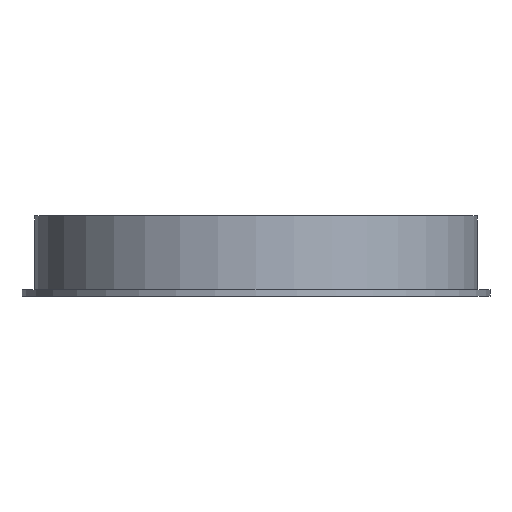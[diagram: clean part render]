
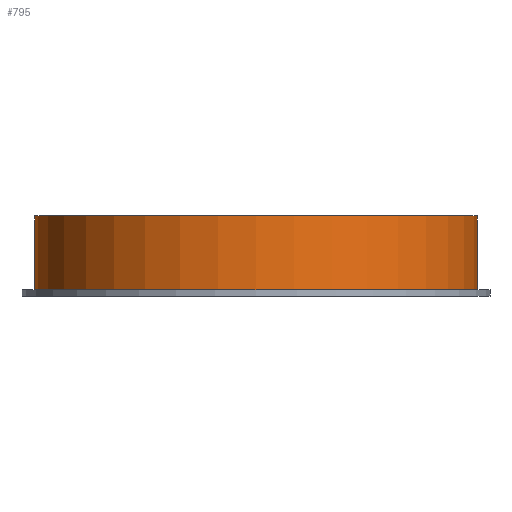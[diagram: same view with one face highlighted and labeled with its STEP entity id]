
A CAD part, front view. The second image highlights one B-rep face of the part: STEP entity #795.
In plain terms, the highlighted cylindrical face has radius 108.3 mm (diameter 216.6 mm), a full revolution.
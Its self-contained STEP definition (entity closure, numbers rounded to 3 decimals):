
#795=ADVANCED_FACE('',(#3281,#3283),#3285,.T.);
#3281=FACE_OUTER_BOUND('',#3282,.T.);
#3282=EDGE_LOOP('',(#8702));
#3283=FACE_OUTER_BOUND('',#3284,.T.);
#3284=EDGE_LOOP('',(#8703));
#3285=CYLINDRICAL_SURFACE('',#3286,108.3);
#3286=AXIS2_PLACEMENT_3D('',#3287,#3288,#3289);
#3287=CARTESIAN_POINT('',(0.,0.,0.));
#3288=DIRECTION('',(0.,0.,1.));
#3289=DIRECTION('',(-1.,0.,0.));
#8702=ORIENTED_EDGE('',*,*,#12225,.F.);
#8703=ORIENTED_EDGE('',*,*,#12226,.F.);
#12225=EDGE_CURVE('',#15107,#15107,#15108,.T.);
#12226=EDGE_CURVE('',#15109,#15109,#15110,.T.);
#15107=VERTEX_POINT('',#21242);
#15108=CIRCLE('',#21243,108.3);
#15109=VERTEX_POINT('',#21247);
#15110=CIRCLE('',#21248,108.3);
#21242=CARTESIAN_POINT('',(0.,-108.3,33.172));
#21243=AXIS2_PLACEMENT_3D('',#21244,#21245,#21246);
#21244=CARTESIAN_POINT('',(0.,0.,33.172));
#21245=DIRECTION('',(0.,0.,1.));
#21246=DIRECTION('',(0.,-1.,0.));
#21247=CARTESIAN_POINT('',(0.,-108.3,-3.004));
#21248=AXIS2_PLACEMENT_3D('',#21249,#21250,#21251);
#21249=CARTESIAN_POINT('',(0.,0.,-3.004));
#21250=DIRECTION('',(0.,0.,-1.));
#21251=DIRECTION('',(0.,-1.,0.));
